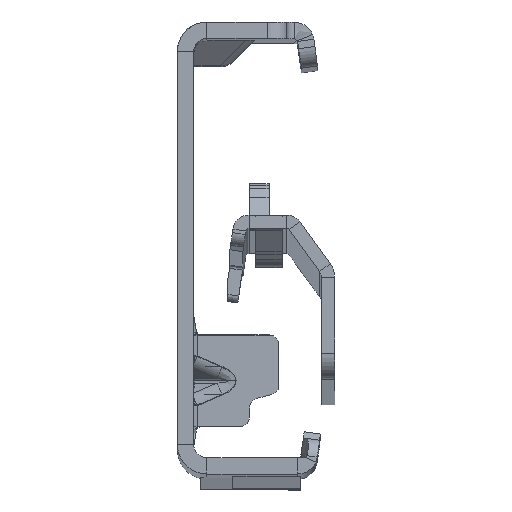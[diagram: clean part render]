
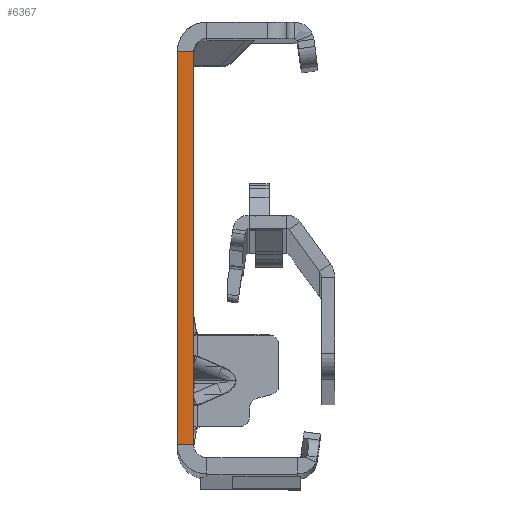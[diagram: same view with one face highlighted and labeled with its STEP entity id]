
A CAD part, top view. The second image highlights one B-rep face of the part: STEP entity #6367.
In plain terms, the highlighted planar face has unit normal (0, 0, 1).
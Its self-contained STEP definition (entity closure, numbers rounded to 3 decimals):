
#121 = DIRECTION ( 'NONE',  ( -1., 0., 0. ) ) ;
#2242 = LINE ( 'NONE', #20838, #26561 ) ;
#2305 = ORIENTED_EDGE ( 'NONE', *, *, #4139, .F. ) ;
#4139 = EDGE_CURVE ( 'NONE', #43008, #47237, #28864, .T. ) ;
#5728 = DIRECTION ( 'NONE',  ( 0., -1., 0. ) ) ;
#6367 = ADVANCED_FACE ( 'NONE', ( #18144 ), #29584, .T. ) ;
#6540 = DIRECTION ( 'NONE',  ( 1., 0., 0. ) ) ;
#6626 = EDGE_LOOP ( 'NONE', ( #13810, #32882, #22618, #2305 ) ) ;
#10867 = VECTOR ( 'NONE', #39774, 1000. ) ;
#13810 = ORIENTED_EDGE ( 'NONE', *, *, #43872, .F. ) ;
#18144 = FACE_OUTER_BOUND ( 'NONE', #6626, .T. ) ;
#18725 = LINE ( 'NONE', #41323, #31038 ) ;
#20838 = CARTESIAN_POINT ( 'NONE',  ( 0., -32., 0. ) ) ;
#22035 = EDGE_CURVE ( 'NONE', #48971, #33106, #18725, .T. ) ;
#22618 = ORIENTED_EDGE ( 'NONE', *, *, #34253, .T. ) ;
#23774 = CARTESIAN_POINT ( 'NONE',  ( -2.5, -30., 0. ) ) ;
#23787 = LINE ( 'NONE', #43182, #29662 ) ;
#25103 = DIRECTION ( 'NONE',  ( 0., 0., 1. ) ) ;
#26084 = CARTESIAN_POINT ( 'NONE',  ( -2.5, -32., 0. ) ) ;
#26561 = VECTOR ( 'NONE', #5728, 1000. ) ;
#28864 = LINE ( 'NONE', #39522, #10867 ) ;
#29584 = PLANE ( 'NONE',  #45622 ) ;
#29662 = VECTOR ( 'NONE', #46419, 1000. ) ;
#31038 = VECTOR ( 'NONE', #121, 1000. ) ;
#32882 = ORIENTED_EDGE ( 'NONE', *, *, #22035, .T. ) ;
#33106 = VERTEX_POINT ( 'NONE', #38834 ) ;
#34253 = EDGE_CURVE ( 'NONE', #33106, #47237, #23787, .T. ) ;
#36369 = CARTESIAN_POINT ( 'NONE',  ( 0., 30., 0. ) ) ;
#38834 = CARTESIAN_POINT ( 'NONE',  ( -2.5, 30., 0. ) ) ;
#39151 = CARTESIAN_POINT ( 'NONE',  ( 0., -30., 0. ) ) ;
#39522 = CARTESIAN_POINT ( 'NONE',  ( 0., -30., 0. ) ) ;
#39774 = DIRECTION ( 'NONE',  ( -1., 0., 0. ) ) ;
#41323 = CARTESIAN_POINT ( 'NONE',  ( 0., 30., 0. ) ) ;
#43008 = VERTEX_POINT ( 'NONE', #39151 ) ;
#43182 = CARTESIAN_POINT ( 'NONE',  ( -2.5, -32., 0. ) ) ;
#43872 = EDGE_CURVE ( 'NONE', #48971, #43008, #2242, .T. ) ;
#45622 = AXIS2_PLACEMENT_3D ( 'NONE', #26084, #25103, #6540 ) ;
#46419 = DIRECTION ( 'NONE',  ( 0., -1., 0. ) ) ;
#47237 = VERTEX_POINT ( 'NONE', #23774 ) ;
#48971 = VERTEX_POINT ( 'NONE', #36369 ) ;
